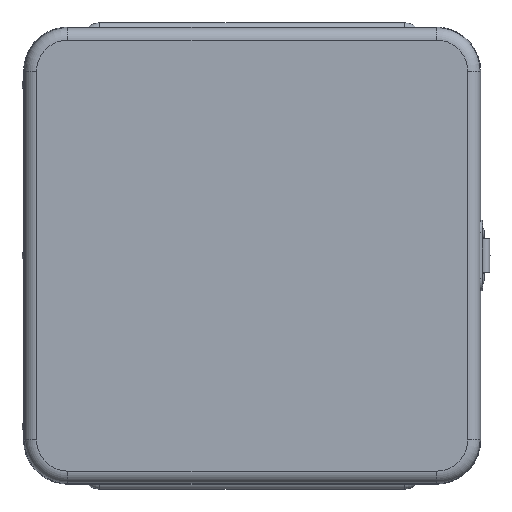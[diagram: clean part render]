
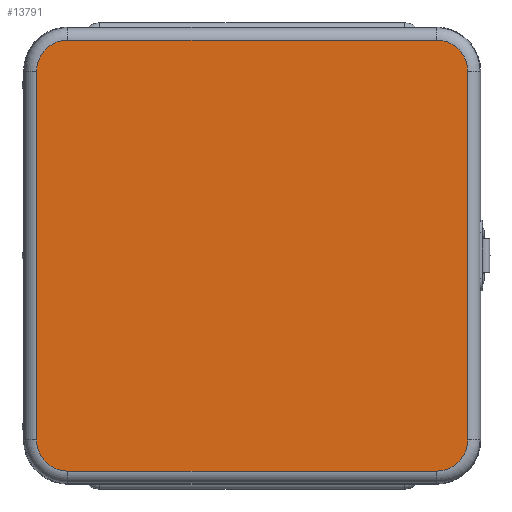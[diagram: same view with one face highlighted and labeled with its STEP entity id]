
A CAD part, top view. The second image highlights one B-rep face of the part: STEP entity #13791.
In plain terms, the highlighted planar face has unit normal (0, 0, 1).
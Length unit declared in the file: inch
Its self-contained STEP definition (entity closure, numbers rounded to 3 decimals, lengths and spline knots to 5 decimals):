
#1356=LINE($,#31466,#2309);
#1358=LINE($,#31486,#2311);
#1361=LINE($,#31493,#2314);
#1363=LINE($,#31508,#2316);
#2309=VECTOR($,#19388,7.563);
#2311=VECTOR($,#19412,7.563);
#2314=VECTOR($,#19419,7.563);
#2316=VECTOR($,#19439,7.563);
#2672=PLANE($,#15403);
#4113=FACE_OUTER_BOUND($,#5173,.T.);
#5173=EDGE_LOOP($,(#12746,#12747,#12748,#12749,#12750,#12751,#12752,#12753));
#5928=CIRCLE($,#15378,0.63839);
#5932=CIRCLE($,#15383,0.63839);
#5936=CIRCLE($,#15390,0.63839);
#5940=CIRCLE($,#15395,0.63839);
#7180=VERTEX_POINT($,#31463);
#7181=VERTEX_POINT($,#31465);
#7184=VERTEX_POINT($,#31472);
#7185=VERTEX_POINT($,#31477);
#7188=VERTEX_POINT($,#31484);
#7189=VERTEX_POINT($,#31489);
#7192=VERTEX_POINT($,#31496);
#7193=VERTEX_POINT($,#31501);
#9037=EDGE_CURVE($,#7180,#7181,#1356,.T.);
#9041=EDGE_CURVE($,#7184,#7180,#5928,.T.);
#9045=EDGE_CURVE($,#7181,#7185,#5932,.T.);
#9047=EDGE_CURVE($,#7188,#7184,#1358,.T.);
#9051=EDGE_CURVE($,#7185,#7189,#1361,.T.);
#9053=EDGE_CURVE($,#7192,#7188,#5936,.T.);
#9057=EDGE_CURVE($,#7189,#7193,#5940,.T.);
#9059=EDGE_CURVE($,#7193,#7192,#1363,.T.);
#12746=ORIENTED_EDGE($,*,*,#9037,.F.);
#12747=ORIENTED_EDGE($,*,*,#9041,.F.);
#12748=ORIENTED_EDGE($,*,*,#9047,.F.);
#12749=ORIENTED_EDGE($,*,*,#9053,.F.);
#12750=ORIENTED_EDGE($,*,*,#9059,.F.);
#12751=ORIENTED_EDGE($,*,*,#9057,.F.);
#12752=ORIENTED_EDGE($,*,*,#9051,.F.);
#12753=ORIENTED_EDGE($,*,*,#9045,.F.);
#13791=ADVANCED_FACE($,(#4113),#2672,.T.);
#15378=AXIS2_PLACEMENT_3D($,#31474,#19396,#19397);
#15383=AXIS2_PLACEMENT_3D($,#31481,#19406,#19407);
#15390=AXIS2_PLACEMENT_3D($,#31498,#19424,#19425);
#15395=AXIS2_PLACEMENT_3D($,#31505,#19434,#19435);
#15403=AXIS2_PLACEMENT_3D($,#31527,#19459,#19460);
#19388=DIRECTION($,(1.,0.,0.));
#19396=DIRECTION('center_axis',(0.,0.,-1.));
#19397=DIRECTION('ref_axis',(-0.707,0.707,0.));
#19406=DIRECTION('center_axis',(0.,0.,-1.));
#19407=DIRECTION('ref_axis',(0.707,0.707,0.));
#19412=DIRECTION($,(0.,1.,0.));
#19419=DIRECTION($,(0.,-1.,0.));
#19424=DIRECTION('center_axis',(0.,0.,-1.));
#19425=DIRECTION('ref_axis',(-0.707,-0.707,0.));
#19434=DIRECTION('center_axis',(0.,0.,-1.));
#19435=DIRECTION('ref_axis',(0.707,-0.707,0.));
#19439=DIRECTION($,(-1.,0.,0.));
#19459=DIRECTION('center_axis',(0.,0.,1.));
#19460=DIRECTION('ref_axis',(1.,0.,0.));
#31463=CARTESIAN_POINT('',(-3.7815,4.41989,0.75));
#31465=CARTESIAN_POINT('',(3.7815,4.41989,0.75));
#31466=CARTESIAN_POINT($,(-3.7815,4.41989,0.75));
#31472=CARTESIAN_POINT('',(-4.41989,3.7815,0.75));
#31474=CARTESIAN_POINT('Origin',(-3.7815,3.7815,0.75));
#31477=CARTESIAN_POINT('',(4.41989,3.7815,0.75));
#31481=CARTESIAN_POINT('Origin',(3.7815,3.7815,0.75));
#31484=CARTESIAN_POINT('',(-4.41989,-3.7815,0.75));
#31486=CARTESIAN_POINT($,(-4.41989,-3.7815,0.75));
#31489=CARTESIAN_POINT('',(4.41989,-3.7815,0.75));
#31493=CARTESIAN_POINT($,(4.41989,3.7815,0.75));
#31496=CARTESIAN_POINT('',(-3.7815,-4.41989,0.75));
#31498=CARTESIAN_POINT('Origin',(-3.7815,-3.7815,0.75));
#31501=CARTESIAN_POINT('',(3.7815,-4.41989,0.75));
#31505=CARTESIAN_POINT('Origin',(3.7815,-3.7815,0.75));
#31508=CARTESIAN_POINT($,(3.7815,-4.41989,0.75));
#31527=CARTESIAN_POINT('Origin',(0.,0.,0.75));
